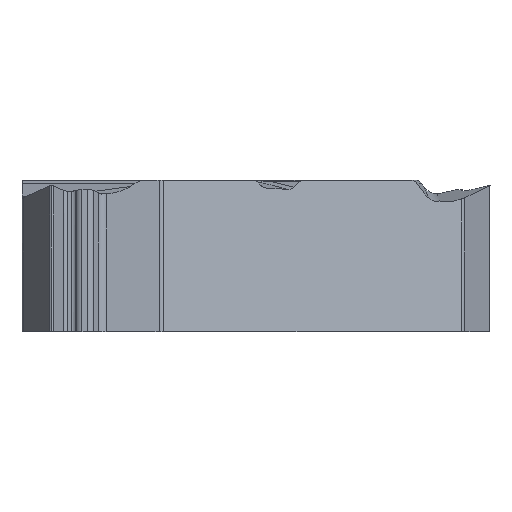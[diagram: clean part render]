
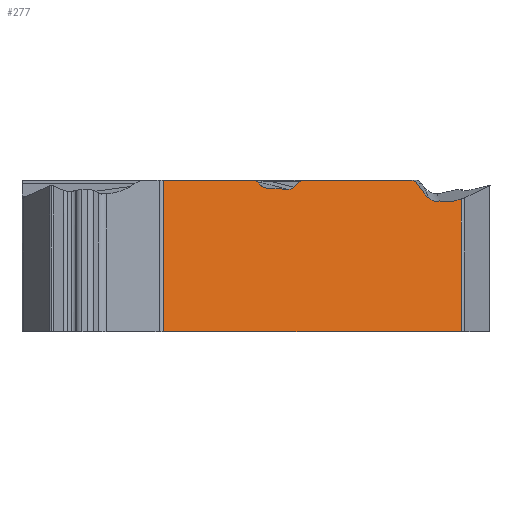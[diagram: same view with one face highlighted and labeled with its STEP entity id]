
A CAD part, front view. The second image highlights one B-rep face of the part: STEP entity #277.
In plain terms, the highlighted planar face has unit normal (0.5, -0.866, 0).
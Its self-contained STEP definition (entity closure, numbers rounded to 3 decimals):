
#73=ELLIPSE('',#2236,0.338,0.32);
#74=ELLIPSE('',#2237,0.392,0.32);
#75=ELLIPSE('',#2238,0.236,0.2);
#76=ELLIPSE('',#2239,0.167,0.15);
#77=ELLIPSE('',#2240,0.15,0.15);
#167=FACE_OUTER_BOUND('',#452,.T.);
#277=ADVANCED_FACE('',(#167),#380,.F.);
#380=PLANE('',#2241);
#452=EDGE_LOOP('',(#1095,#1096,#1097,#1098,#1099,#1100,#1101,#1102,#1103,
#1104,#1105,#1106,#1107,#1108,#1109,#1110,#1111,#1112));
#566=LINE('',#3554,#752);
#621=LINE('',#3782,#807);
#622=LINE('',#3786,#808);
#623=LINE('',#3788,#809);
#624=LINE('',#3792,#810);
#625=LINE('',#3796,#811);
#626=LINE('',#3800,#812);
#627=LINE('',#3804,#813);
#628=LINE('',#3817,#814);
#629=LINE('',#3833,#815);
#630=LINE('',#3837,#816);
#752=VECTOR('',#2434,1.);
#807=VECTOR('',#2593,1.);
#808=VECTOR('',#2598,1.);
#809=VECTOR('',#2599,1.);
#810=VECTOR('',#2602,1.);
#811=VECTOR('',#2605,1.);
#812=VECTOR('',#2608,1.);
#813=VECTOR('',#2611,1.);
#814=VECTOR('',#2612,1.);
#815=VECTOR('',#2613,1.);
#816=VECTOR('',#2616,1.);
#1095=ORIENTED_EDGE('',*,*,#1779,.F.);
#1096=ORIENTED_EDGE('',*,*,#1872,.T.);
#1097=ORIENTED_EDGE('',*,*,#1873,.T.);
#1098=ORIENTED_EDGE('',*,*,#1874,.T.);
#1099=ORIENTED_EDGE('',*,*,#1875,.F.);
#1100=ORIENTED_EDGE('',*,*,#1876,.T.);
#1101=ORIENTED_EDGE('',*,*,#1877,.T.);
#1102=ORIENTED_EDGE('',*,*,#1878,.F.);
#1103=ORIENTED_EDGE('',*,*,#1879,.F.);
#1104=ORIENTED_EDGE('',*,*,#1880,.F.);
#1105=ORIENTED_EDGE('',*,*,#1881,.T.);
#1106=ORIENTED_EDGE('',*,*,#1882,.T.);
#1107=ORIENTED_EDGE('',*,*,#1883,.T.);
#1108=ORIENTED_EDGE('',*,*,#1884,.T.);
#1109=ORIENTED_EDGE('',*,*,#1885,.T.);
#1110=ORIENTED_EDGE('',*,*,#1886,.F.);
#1111=ORIENTED_EDGE('',*,*,#1887,.F.);
#1112=ORIENTED_EDGE('',*,*,#1870,.T.);
#1579=VERTEX_POINT('',#3553);
#1580=VERTEX_POINT('',#3555);
#1651=VERTEX_POINT('',#3783);
#1652=VERTEX_POINT('',#3787);
#1653=VERTEX_POINT('',#3789);
#1654=VERTEX_POINT('',#3791);
#1655=VERTEX_POINT('',#3793);
#1656=VERTEX_POINT('',#3795);
#1657=VERTEX_POINT('',#3797);
#1658=VERTEX_POINT('',#3799);
#1659=VERTEX_POINT('',#3801);
#1660=VERTEX_POINT('',#3803);
#1661=VERTEX_POINT('',#3805);
#1662=VERTEX_POINT('',#3816);
#1663=VERTEX_POINT('',#3818);
#1664=VERTEX_POINT('',#3832);
#1665=VERTEX_POINT('',#3834);
#1666=VERTEX_POINT('',#3836);
#1779=EDGE_CURVE('',#1579,#1580,#566,.T.);
#1870=EDGE_CURVE('',#1651,#1580,#621,.T.);
#1872=EDGE_CURVE('',#1579,#1652,#622,.T.);
#1873=EDGE_CURVE('',#1652,#1653,#623,.T.);
#1874=EDGE_CURVE('',#1653,#1654,#73,.T.);
#1875=EDGE_CURVE('',#1655,#1654,#624,.T.);
#1876=EDGE_CURVE('',#1655,#1656,#74,.T.);
#1877=EDGE_CURVE('',#1656,#1657,#625,.T.);
#1878=EDGE_CURVE('',#1658,#1657,#75,.T.);
#1879=EDGE_CURVE('',#1659,#1658,#626,.T.);
#1880=EDGE_CURVE('',#1660,#1659,#76,.T.);
#1881=EDGE_CURVE('',#1660,#1661,#627,.T.);
#1882=EDGE_CURVE('',#1661,#1662,#2125,.T.);
#1883=EDGE_CURVE('',#1662,#1663,#628,.T.);
#1884=EDGE_CURVE('',#1663,#1664,#2126,.T.);
#1885=EDGE_CURVE('',#1664,#1665,#629,.T.);
#1886=EDGE_CURVE('',#1666,#1665,#77,.T.);
#1887=EDGE_CURVE('',#1651,#1666,#630,.T.);
#2125=B_SPLINE_CURVE_WITH_KNOTS('',3,(#3806,#3807,#3808,#3809,#3810,#3811,
#3812,#3813,#3814,#3815),.UNSPECIFIED.,.F.,.F.,(4,3,3,4),(0.,0.474,
0.706,1.),.UNSPECIFIED.);
#2126=B_SPLINE_CURVE_WITH_KNOTS('',3,(#3819,#3820,#3821,#3822,#3823,#3824,
#3825,#3826,#3827,#3828,#3829,#3830,#3831),.UNSPECIFIED.,.F.,.F.,(4,3,3,
3,4),(0.,0.25,0.499,0.746,1.),
 .UNSPECIFIED.);
#2236=AXIS2_PLACEMENT_3D('',#3790,#2600,#2601);
#2237=AXIS2_PLACEMENT_3D('',#3794,#2603,#2604);
#2238=AXIS2_PLACEMENT_3D('',#3798,#2606,#2607);
#2239=AXIS2_PLACEMENT_3D('',#3802,#2609,#2610);
#2240=AXIS2_PLACEMENT_3D('',#3835,#2614,#2615);
#2241=AXIS2_PLACEMENT_3D('',#3838,#2617,#2618);
#2434=DIRECTION('',(-0.866,-0.5,0.));
#2593=DIRECTION('',(0.,0.,-1.));
#2598=DIRECTION('',(0.,0.,1.));
#2599=DIRECTION('',(-0.837,-0.483,-0.259));
#2600=DIRECTION('',(-0.5,0.866,0.));
#2601=DIRECTION('',(-0.837,-0.483,-0.259));
#2602=DIRECTION('',(0.866,0.5,0.));
#2603=DIRECTION('',(-0.5,0.866,0.));
#2604=DIRECTION('',(-0.859,-0.496,0.124));
#2605=DIRECTION('',(-0.563,-0.325,0.759));
#2606=DIRECTION('',(-0.5,0.866,0.));
#2607=DIRECTION('',(0.866,0.5,0.));
#2608=DIRECTION('',(0.866,0.5,0.));
#2609=DIRECTION('',(-0.5,0.866,0.));
#2610=DIRECTION('',(-0.866,-0.5,0.));
#2611=DIRECTION('',(-0.687,-0.397,-0.608));
#2612=DIRECTION('',(-0.865,-0.499,0.049));
#2613=DIRECTION('',(-0.656,-0.378,0.653));
#2614=DIRECTION('',(-0.5,0.866,0.));
#2615=DIRECTION('',(0.866,0.5,0.));
#2616=DIRECTION('',(0.866,0.5,0.));
#2617=DIRECTION('',(-0.5,0.866,0.));
#2618=DIRECTION('',(-0.866,-0.5,0.));
#3553=CARTESIAN_POINT('',(7.188,-1.349,-3.97));
#3554=CARTESIAN_POINT('',(8.733,-0.457,-3.97));
#3555=CARTESIAN_POINT('',(-0.91,-6.025,-3.97));
#3782=CARTESIAN_POINT('',(-0.91,-6.025,0.));
#3783=CARTESIAN_POINT('',(-0.91,-6.025,0.14));
#3786=CARTESIAN_POINT('',(7.188,-1.349,0.));
#3787=CARTESIAN_POINT('',(7.188,-1.349,-0.362));
#3788=CARTESIAN_POINT('',(-3.145,-7.315,-3.559));
#3789=CARTESIAN_POINT('',(7.006,-1.454,-0.418));
#3790=CARTESIAN_POINT('',(6.935,-1.496,-0.109));
#3791=CARTESIAN_POINT('',(6.927,-1.5,-0.43));
#3792=CARTESIAN_POINT('',(-3.971,-7.792,-0.43));
#3793=CARTESIAN_POINT('',(6.519,-1.736,-0.43));
#3794=CARTESIAN_POINT('',(6.502,-1.745,-0.109));
#3795=CARTESIAN_POINT('',(6.229,-1.903,-0.285));
#3796=CARTESIAN_POINT('',(1.789,-4.466,5.698));
#3797=CARTESIAN_POINT('',(5.974,-2.05,0.058));
#3798=CARTESIAN_POINT('',(5.809,-2.145,-0.06));
#3799=CARTESIAN_POINT('',(5.809,-2.145,0.14));
#3800=CARTESIAN_POINT('',(-3.971,-7.792,0.14));
#3801=CARTESIAN_POINT('',(2.884,-3.834,0.14));
#3802=CARTESIAN_POINT('',(2.884,-3.834,-0.01));
#3803=CARTESIAN_POINT('',(2.79,-3.888,0.104));
#3804=CARTESIAN_POINT('',(-1.514,-6.373,-3.703));
#3805=CARTESIAN_POINT('',(2.626,-3.983,-0.041));
#3806=CARTESIAN_POINT('',(2.626,-3.983,-0.041));
#3807=CARTESIAN_POINT('',(2.603,-3.996,-0.061));
#3808=CARTESIAN_POINT('',(2.577,-4.011,-0.077));
#3809=CARTESIAN_POINT('',(2.55,-4.027,-0.087));
#3810=CARTESIAN_POINT('',(2.536,-4.035,-0.092));
#3811=CARTESIAN_POINT('',(2.522,-4.043,-0.096));
#3812=CARTESIAN_POINT('',(2.508,-4.051,-0.098));
#3813=CARTESIAN_POINT('',(2.49,-4.061,-0.102));
#3814=CARTESIAN_POINT('',(2.472,-4.072,-0.103));
#3815=CARTESIAN_POINT('',(2.454,-4.082,-0.102));
#3816=CARTESIAN_POINT('',(2.454,-4.082,-0.102));
#3817=CARTESIAN_POINT('',(8.714,-0.468,-0.453));
#3818=CARTESIAN_POINT('',(1.894,-4.406,-0.07));
#3819=CARTESIAN_POINT('',(1.894,-4.406,-0.07));
#3820=CARTESIAN_POINT('',(1.878,-4.415,-0.069));
#3821=CARTESIAN_POINT('',(1.863,-4.424,-0.067));
#3822=CARTESIAN_POINT('',(1.847,-4.433,-0.063));
#3823=CARTESIAN_POINT('',(1.832,-4.442,-0.059));
#3824=CARTESIAN_POINT('',(1.817,-4.45,-0.054));
#3825=CARTESIAN_POINT('',(1.802,-4.459,-0.047));
#3826=CARTESIAN_POINT('',(1.788,-4.467,-0.04));
#3827=CARTESIAN_POINT('',(1.774,-4.475,-0.032));
#3828=CARTESIAN_POINT('',(1.761,-4.483,-0.023));
#3829=CARTESIAN_POINT('',(1.747,-4.491,-0.013));
#3830=CARTESIAN_POINT('',(1.734,-4.498,-0.002));
#3831=CARTESIAN_POINT('',(1.722,-4.505,0.01));
#3832=CARTESIAN_POINT('',(1.722,-4.505,0.01));
#3833=CARTESIAN_POINT('',(5.744,-2.183,-3.999));
#3834=CARTESIAN_POINT('',(1.628,-4.559,0.104));
#3835=CARTESIAN_POINT('',(1.543,-4.608,-0.01));
#3836=CARTESIAN_POINT('',(1.543,-4.608,0.14));
#3837=CARTESIAN_POINT('',(8.733,-0.457,0.14));
#3838=CARTESIAN_POINT('',(8.733,-0.457,0.));
